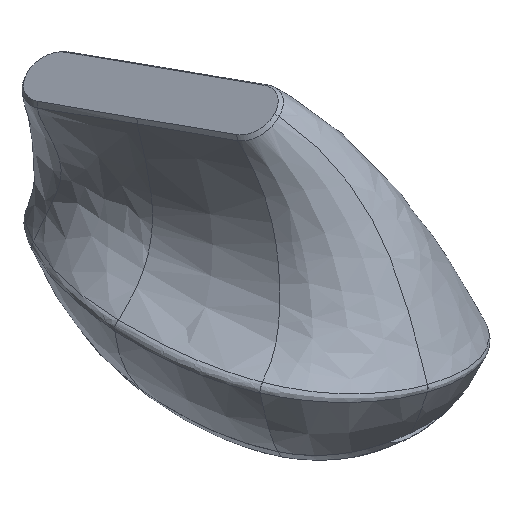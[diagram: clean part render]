
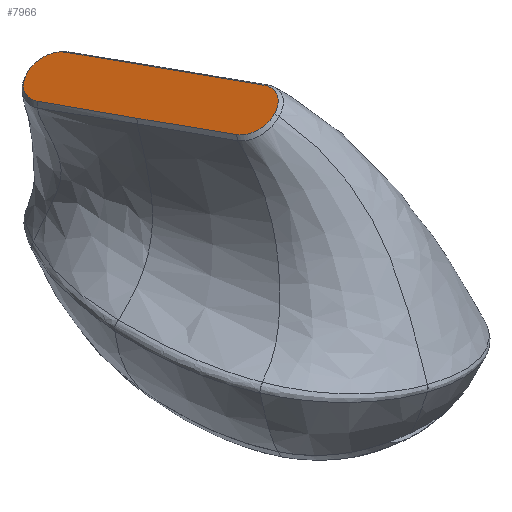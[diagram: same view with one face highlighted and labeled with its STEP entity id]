
A CAD part, isometric view. The second image highlights one B-rep face of the part: STEP entity #7966.
In plain terms, the highlighted planar face has unit normal (-0.466, 0.155, 0.871).
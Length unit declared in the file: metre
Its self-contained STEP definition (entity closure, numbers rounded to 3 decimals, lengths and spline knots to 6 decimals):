
#240=PLANE('',#8396);
#667=B_SPLINE_CURVE_WITH_KNOTS('',3,(#14570,#14571,#14572,#14573),
 .UNSPECIFIED.,.F.,.F.,(4,4),(0.,0.028377),
 .UNSPECIFIED.);
#669=B_SPLINE_CURVE_WITH_KNOTS('',3,(#14618,#14619,#14620,#14621,#14622),
 .UNSPECIFIED.,.F.,.F.,(4,1,4),(0.,0.00533,
0.01066),.UNSPECIFIED.);
#675=B_SPLINE_CURVE_WITH_KNOTS('',3,(#14670,#14671,#14672,#14673),
 .UNSPECIFIED.,.F.,.F.,(4,4),(0.,0.028366),.UNSPECIFIED.);
#677=B_SPLINE_CURVE_WITH_KNOTS('',3,(#14711,#14712,#14713,#14714,#14715),
 .UNSPECIFIED.,.F.,.F.,(4,1,4),(0.,0.005292,0.010585),
 .UNSPECIFIED.);
#679=B_SPLINE_CURVE_WITH_KNOTS('',3,(#14747,#14748,#14749,#14750),
 .UNSPECIFIED.,.F.,.F.,(4,4),(0.,0.028513),.UNSPECIFIED.);
#758=B_SPLINE_CURVE_WITH_KNOTS('',3,(#19419,#19420,#19421,#19422,#19423),
 .UNSPECIFIED.,.F.,.F.,(4,1,4),(0.,0.005369,0.010739),
 .UNSPECIFIED.);
#759=B_SPLINE_CURVE_WITH_KNOTS('',3,(#19425,#19426,#19427,#19428),
 .UNSPECIFIED.,.F.,.F.,(4,4),(0.,1.),.UNSPECIFIED.);
#760=B_SPLINE_CURVE_WITH_KNOTS('',3,(#19430,#19431,#19432,#19433,#19434,
#19435),.UNSPECIFIED.,.F.,.F.,(4,1,1,4),(0.,0.002674,
0.005347,0.010695),.UNSPECIFIED.);
#1854=ORIENTED_EDGE('',*,*,#3956,.T.);
#1855=ORIENTED_EDGE('',*,*,#3859,.T.);
#1856=ORIENTED_EDGE('',*,*,#3850,.T.);
#1857=ORIENTED_EDGE('',*,*,#3853,.T.);
#1858=ORIENTED_EDGE('',*,*,#3863,.T.);
#1859=ORIENTED_EDGE('',*,*,#3866,.T.);
#1860=ORIENTED_EDGE('',*,*,#3957,.T.);
#1861=ORIENTED_EDGE('',*,*,#3958,.T.);
#3850=EDGE_CURVE('',#4969,#4968,#667,.T.);
#3853=EDGE_CURVE('',#4968,#4971,#669,.T.);
#3859=EDGE_CURVE('',#4976,#4969,#675,.T.);
#3863=EDGE_CURVE('',#4971,#4979,#677,.T.);
#3866=EDGE_CURVE('',#4979,#4981,#679,.T.);
#3956=EDGE_CURVE('',#5029,#4976,#758,.T.);
#3957=EDGE_CURVE('',#4981,#5030,#759,.T.);
#3958=EDGE_CURVE('',#5030,#5029,#760,.T.);
#4968=VERTEX_POINT('',#14569);
#4969=VERTEX_POINT('',#14574);
#4971=VERTEX_POINT('',#14617);
#4976=VERTEX_POINT('',#14674);
#4979=VERTEX_POINT('',#14710);
#4981=VERTEX_POINT('',#14746);
#5029=VERTEX_POINT('',#19424);
#5030=VERTEX_POINT('',#19429);
#6736=EDGE_LOOP('',(#1854,#1855,#1856,#1857,#1858,#1859,#1860,#1861));
#7265=FACE_BOUND('',#6736,.T.);
#7966=ADVANCED_FACE('',(#7265),#240,.T.);
#8396=AXIS2_PLACEMENT_3D('',#19418,#8968,#8969);
#8968=DIRECTION('',(-0.466,0.155,0.871));
#8969=DIRECTION('',(0.882,0.,0.472));
#14569=CARTESIAN_POINT('',(0.031411,0.105427,0.06363));
#14570=CARTESIAN_POINT('',(0.035565,0.078257,0.070685));
#14571=CARTESIAN_POINT('',(0.034228,0.087327,0.068356));
#14572=CARTESIAN_POINT('',(0.032851,0.096386,0.066008));
#14573=CARTESIAN_POINT('',(0.031411,0.105427,0.06363));
#14574=CARTESIAN_POINT('',(0.035565,0.078257,0.070685));
#14617=CARTESIAN_POINT('',(0.024452,0.110342,0.059031));
#14618=CARTESIAN_POINT('',(0.031411,0.105427,0.06363));
#14619=CARTESIAN_POINT('',(0.031141,0.107151,0.063179));
#14620=CARTESIAN_POINT('',(0.029312,0.110151,0.061666));
#14621=CARTESIAN_POINT('',(0.026027,0.110756,0.0598));
#14622=CARTESIAN_POINT('',(0.024452,0.110342,0.059031));
#14670=CARTESIAN_POINT('',(0.039644,0.051077,0.077701));
#14671=CARTESIAN_POINT('',(0.038272,0.060134,0.075356));
#14672=CARTESIAN_POINT('',(0.036904,0.069191,0.073014));
#14673=CARTESIAN_POINT('',(0.035565,0.078257,0.070685));
#14674=CARTESIAN_POINT('',(0.039644,0.051077,0.077701));
#14710=CARTESIAN_POINT('',(0.019502,0.102248,0.057821));
#14711=CARTESIAN_POINT('',(0.024452,0.110342,0.059031));
#14712=CARTESIAN_POINT('',(0.022885,0.109943,0.058263));
#14713=CARTESIAN_POINT('',(0.020029,0.107681,0.057137));
#14714=CARTESIAN_POINT('',(0.019246,0.103962,0.057379));
#14715=CARTESIAN_POINT('',(0.019502,0.102248,0.057821));
#14746=CARTESIAN_POINT('',(0.023534,0.074909,0.064841));
#14747=CARTESIAN_POINT('',(0.019502,0.102248,0.057821));
#14748=CARTESIAN_POINT('',(0.020836,0.093132,0.060156));
#14749=CARTESIAN_POINT('',(0.022174,0.084018,0.062493));
#14750=CARTESIAN_POINT('',(0.023534,0.074909,0.064841));
#19418=CARTESIAN_POINT('',(0.025435,0.103745,0.060731));
#19419=CARTESIAN_POINT('',(0.034697,0.042795,0.076526));
#19420=CARTESIAN_POINT('',(0.036284,0.043219,0.0773));
#19421=CARTESIAN_POINT('',(0.039141,0.045572,0.078411));
#19422=CARTESIAN_POINT('',(0.039912,0.049341,0.078153));
#19423=CARTESIAN_POINT('',(0.039644,0.051077,0.077701));
#19424=CARTESIAN_POINT('',(0.034697,0.042795,0.076526));
#19425=CARTESIAN_POINT('',(0.023534,0.074909,0.064841));
#19426=CARTESIAN_POINT('',(0.024873,0.065936,0.067153));
#19427=CARTESIAN_POINT('',(0.026268,0.056864,0.069513));
#19428=CARTESIAN_POINT('',(0.027717,0.047693,0.07192));
#19429=CARTESIAN_POINT('',(0.027717,0.047693,0.07192));
#19430=CARTESIAN_POINT('',(0.027717,0.047693,0.07192));
#19431=CARTESIAN_POINT('',(0.027852,0.046828,0.072145));
#19432=CARTESIAN_POINT('',(0.028436,0.045218,0.072744));
#19433=CARTESIAN_POINT('',(0.030642,0.042789,0.074357));
#19434=CARTESIAN_POINT('',(0.03312,0.042356,0.07576));
#19435=CARTESIAN_POINT('',(0.034697,0.042795,0.076526));
